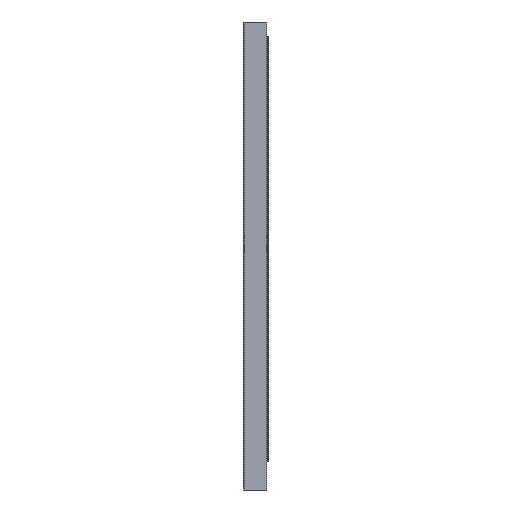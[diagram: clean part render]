
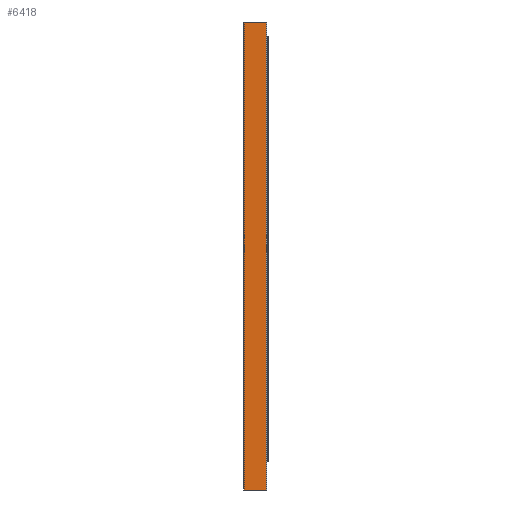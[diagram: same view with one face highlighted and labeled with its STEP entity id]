
A CAD part, front view. The second image highlights one B-rep face of the part: STEP entity #6418.
In plain terms, the highlighted planar face has unit normal (0, -1, 0).
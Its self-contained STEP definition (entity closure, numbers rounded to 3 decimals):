
#120 = FACE_OUTER_BOUND ( 'NONE', #2813, .T. ) ;
#198 = CARTESIAN_POINT ( 'NONE',  ( 24.2, -40., -500. ) ) ;
#272 = DIRECTION ( 'NONE',  ( 0., 0., -1. ) ) ;
#676 = ORIENTED_EDGE ( 'NONE', *, *, #3622, .F. ) ;
#710 = DIRECTION ( 'NONE',  ( 1., 0., 0. ) ) ;
#797 = LINE ( 'NONE', #1282, #2027 ) ;
#899 = VERTEX_POINT ( 'NONE', #3808 ) ;
#1282 = CARTESIAN_POINT ( 'NONE',  ( 24.2, -40., -500. ) ) ;
#1581 = ORIENTED_EDGE ( 'NONE', *, *, #5636, .T. ) ;
#1951 = VECTOR ( 'NONE', #710, 1000. ) ;
#2027 = VECTOR ( 'NONE', #5845, 1000. ) ;
#2376 = DIRECTION ( 'NONE',  ( 1., 0., 0. ) ) ;
#2432 = CARTESIAN_POINT ( 'NONE',  ( 0.5, -40., -500. ) ) ;
#2813 = EDGE_LOOP ( 'NONE', ( #676, #3936, #1581, #2963 ) ) ;
#2963 = ORIENTED_EDGE ( 'NONE', *, *, #4156, .T. ) ;
#3548 = LINE ( 'NONE', #6291, #5640 ) ;
#3622 = EDGE_CURVE ( 'NONE', #6852, #5101, #4544, .T. ) ;
#3808 = CARTESIAN_POINT ( 'NONE',  ( 0.5, -40., -500. ) ) ;
#3936 = ORIENTED_EDGE ( 'NONE', *, *, #6335, .F. ) ;
#4156 = EDGE_CURVE ( 'NONE', #4241, #5101, #797, .T. ) ;
#4193 = AXIS2_PLACEMENT_3D ( 'NONE', #2432, #4781, #272 ) ;
#4241 = VERTEX_POINT ( 'NONE', #198 ) ;
#4544 = LINE ( 'NONE', #5794, #6323 ) ;
#4781 = DIRECTION ( 'NONE',  ( 0., -1., 0. ) ) ;
#5101 = VERTEX_POINT ( 'NONE', #5282 ) ;
#5230 = CARTESIAN_POINT ( 'NONE',  ( 0.5, -40., -500. ) ) ;
#5242 = DIRECTION ( 'NONE',  ( 0., 0., 1. ) ) ;
#5282 = CARTESIAN_POINT ( 'NONE',  ( 24.2, -40., 0. ) ) ;
#5378 = LINE ( 'NONE', #5230, #1951 ) ;
#5636 = EDGE_CURVE ( 'NONE', #899, #4241, #5378, .T. ) ;
#5640 = VECTOR ( 'NONE', #5242, 1000. ) ;
#5794 = CARTESIAN_POINT ( 'NONE',  ( 0.5, -40., 0. ) ) ;
#5845 = DIRECTION ( 'NONE',  ( 0., 0., 1. ) ) ;
#6291 = CARTESIAN_POINT ( 'NONE',  ( 0.5, -40., -500. ) ) ;
#6323 = VECTOR ( 'NONE', #2376, 1000. ) ;
#6335 = EDGE_CURVE ( 'NONE', #899, #6852, #3548, .T. ) ;
#6358 = CARTESIAN_POINT ( 'NONE',  ( 0.5, -40., 0. ) ) ;
#6418 = ADVANCED_FACE ( 'NONE', ( #120 ), #6927, .T. ) ;
#6852 = VERTEX_POINT ( 'NONE', #6358 ) ;
#6927 = PLANE ( 'NONE',  #4193 ) ;
